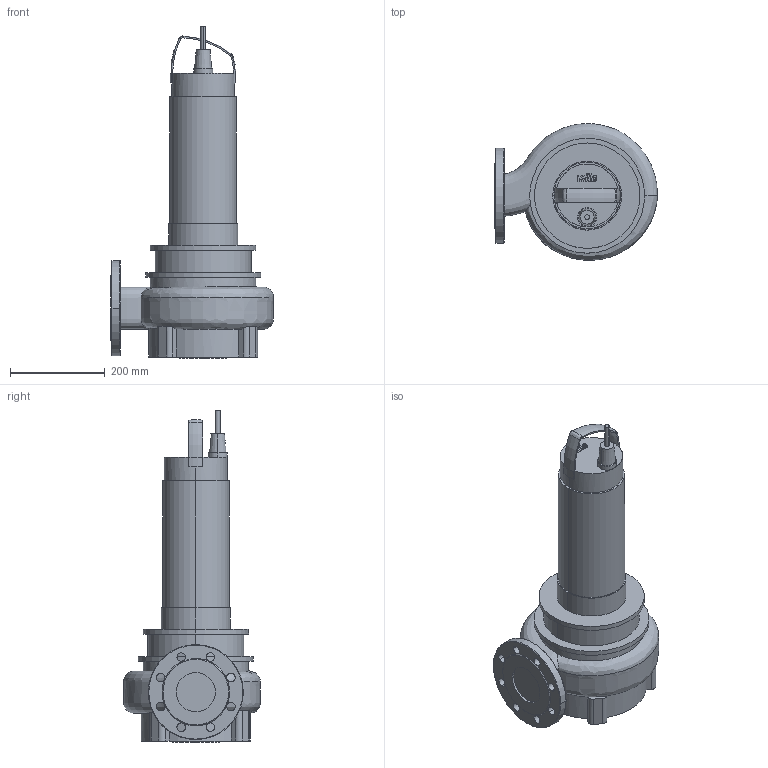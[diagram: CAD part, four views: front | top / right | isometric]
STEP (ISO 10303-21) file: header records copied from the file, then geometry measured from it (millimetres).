
FILE_DESCRIPTION((''),'2;1');
FILE_NAME('3d_REXA-FIT-V08DA-422_EAD1-4-T0011-540-O-6065920.stp','2016-08-24T10:00:44',(''),(''),'Mechanical Desktop 2009','Mechanical Desktop 2009',', , ');
FILE_SCHEMA(('CONFIG_CONTROL_DESIGN'));
Length unit declared in the file: millimetre
Products named in the file (1): Product
Bounding box: 343 x 288.07 x 699 mm (x, y, z)
Volume: 17932057 mm3; surface area: 644545.2 mm2
Topology: 8 solids, 8 shells, 166 faces, 443 edges, 292 vertices
Faces by surface type: bspline 66, cylinder 53, plane 37, torus 6, cone 4
Full cylindrical faces by diameter (mm): 222 x1
Entity records: 10464 total; most frequent: CARTESIAN_POINT 6408, ORIENTED_EDGE 886, DIRECTION 728, EDGE_CURVE 443, VERTEX_POINT 292, AXIS2_PLACEMENT_3D 271, VECTOR 186, LINE 186
